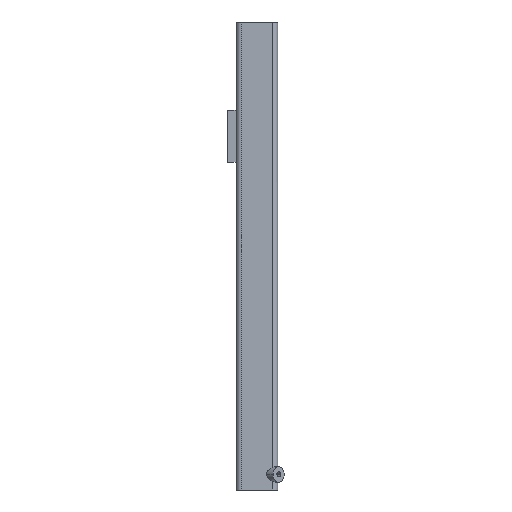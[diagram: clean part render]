
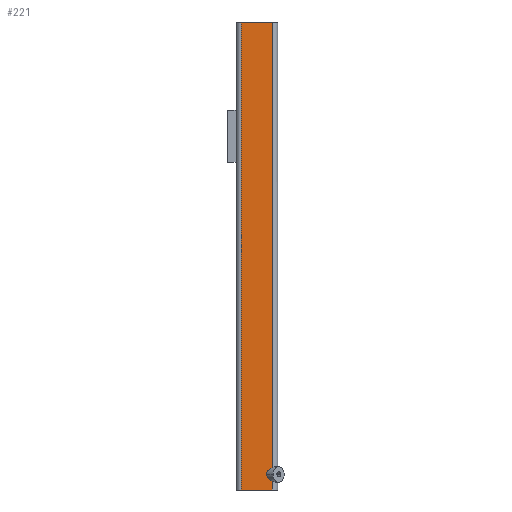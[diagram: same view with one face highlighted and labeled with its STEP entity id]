
A CAD part, left-side view. The second image highlights one B-rep face of the part: STEP entity #221.
In plain terms, the highlighted planar face has unit normal (-1, 0, 0).
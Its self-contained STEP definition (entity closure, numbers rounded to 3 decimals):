
#13 = CARTESIAN_POINT ( 'NONE',  ( 0., 35., 0. ) ) ;
#94 = DIRECTION ( 'NONE',  ( 0., -1., 0. ) ) ;
#116 = VERTEX_POINT ( 'NONE', #1017 ) ;
#141 = LINE ( 'NONE', #1816, #1139 ) ;
#155 = EDGE_CURVE ( 'NONE', #1291, #1057, #1607, .T. ) ;
#163 = AXIS2_PLACEMENT_3D ( 'NONE', #208, #1201, #1599 ) ;
#208 = CARTESIAN_POINT ( 'NONE',  ( 0., 0., 450. ) ) ;
#221 = ADVANCED_FACE ( 'NONE', ( #358 ), #1349, .F. ) ;
#358 = FACE_OUTER_BOUND ( 'NONE', #708, .T. ) ;
#367 = EDGE_CURVE ( 'NONE', #1459, #643, #486, .T. ) ;
#486 =( BOUNDED_CURVE ( )  B_SPLINE_CURVE ( 3, ( #963, #681, #1265, #854 ),
 .UNSPECIFIED., .F., .T. ) 
 B_SPLINE_CURVE_WITH_KNOTS ( ( 4, 4 ),
 ( 2.062, 3.142 ),
 .UNSPECIFIED. ) 
 CURVE ( )  GEOMETRIC_REPRESENTATION_ITEM ( )  RATIONAL_B_SPLINE_CURVE ( ( 1., 0.905, 0.905, 1. ) ) 
 REPRESENTATION_ITEM ( '' )  );
#499 = CARTESIAN_POINT ( 'NONE',  ( 0., 5., 21.614 ) ) ;
#540 = VERTEX_POINT ( 'NONE', #499 ) ;
#548 = ORIENTED_EDGE ( 'NONE', *, *, #155, .F. ) ;
#565 = EDGE_CURVE ( 'NONE', #643, #540, #1233, .T. ) ;
#571 = ORIENTED_EDGE ( 'NONE', *, *, #1457, .T. ) ;
#579 = VECTOR ( 'NONE', #918, 1000. ) ;
#580 = ORIENTED_EDGE ( 'NONE', *, *, #1733, .T. ) ;
#630 = EDGE_CURVE ( 'NONE', #1291, #1655, #678, .T. ) ;
#643 = VERTEX_POINT ( 'NONE', #1119 ) ;
#644 = CARTESIAN_POINT ( 'NONE',  ( 0., 10.607, 17.84 ) ) ;
#678 = LINE ( 'NONE', #1254, #1564 ) ;
#681 = CARTESIAN_POINT ( 'NONE',  ( 0., 8.542, 9.724 ) ) ;
#691 = CARTESIAN_POINT ( 'NONE',  ( 0., 5., 8.386 ) ) ;
#708 = EDGE_LOOP ( 'NONE', ( #1335, #803, #571, #548, #1260, #580, #750 ) ) ;
#734 = DIRECTION ( 'NONE',  ( 0., 0., 1. ) ) ;
#750 = ORIENTED_EDGE ( 'NONE', *, *, #1209, .T. ) ;
#771 = CARTESIAN_POINT ( 'NONE',  ( 0., 35., 450. ) ) ;
#803 = ORIENTED_EDGE ( 'NONE', *, *, #565, .T. ) ;
#805 = CARTESIAN_POINT ( 'NONE',  ( 0., 0., 0. ) ) ;
#854 = CARTESIAN_POINT ( 'NONE',  ( 0., 10.607, 15. ) ) ;
#905 = CARTESIAN_POINT ( 'NONE',  ( 0., 10.607, 15. ) ) ;
#910 = VECTOR ( 'NONE', #1813, 1000. ) ;
#918 = DIRECTION ( 'NONE',  ( 0., -1., 0. ) ) ;
#923 = CARTESIAN_POINT ( 'NONE',  ( 0., 5., 21.614 ) ) ;
#963 = CARTESIAN_POINT ( 'NONE',  ( 0., 5., 8.386 ) ) ;
#974 = LINE ( 'NONE', #1767, #910 ) ;
#1017 = CARTESIAN_POINT ( 'NONE',  ( 0., 5., 0. ) ) ;
#1057 = VERTEX_POINT ( 'NONE', #1250 ) ;
#1119 = CARTESIAN_POINT ( 'NONE',  ( 0., 10.607, 15. ) ) ;
#1139 = VECTOR ( 'NONE', #734, 1000. ) ;
#1191 = CARTESIAN_POINT ( 'NONE',  ( 0., 0., 450. ) ) ;
#1201 = DIRECTION ( 'NONE',  ( 1., 0., 0. ) ) ;
#1205 = CARTESIAN_POINT ( 'NONE',  ( 0., 8.542, 20.276 ) ) ;
#1209 = EDGE_CURVE ( 'NONE', #116, #1459, #141, .T. ) ;
#1233 =( BOUNDED_CURVE ( )  B_SPLINE_CURVE ( 3, ( #905, #644, #1205, #923 ),
 .UNSPECIFIED., .F., .T. ) 
 B_SPLINE_CURVE_WITH_KNOTS ( ( 4, 4 ),
 ( 3.142, 4.222 ),
 .UNSPECIFIED. ) 
 CURVE ( )  GEOMETRIC_REPRESENTATION_ITEM ( )  RATIONAL_B_SPLINE_CURVE ( ( 1., 0.905, 0.905, 1. ) ) 
 REPRESENTATION_ITEM ( '' )  );
#1250 = CARTESIAN_POINT ( 'NONE',  ( 0., 5., 450. ) ) ;
#1254 = CARTESIAN_POINT ( 'NONE',  ( 0., 35., 450. ) ) ;
#1260 = ORIENTED_EDGE ( 'NONE', *, *, #630, .T. ) ;
#1265 = CARTESIAN_POINT ( 'NONE',  ( 0., 10.607, 12.16 ) ) ;
#1286 = VECTOR ( 'NONE', #94, 1000. ) ;
#1291 = VERTEX_POINT ( 'NONE', #771 ) ;
#1335 = ORIENTED_EDGE ( 'NONE', *, *, #367, .T. ) ;
#1349 = PLANE ( 'NONE',  #163 ) ;
#1457 = EDGE_CURVE ( 'NONE', #540, #1057, #974, .T. ) ;
#1459 = VERTEX_POINT ( 'NONE', #691 ) ;
#1501 = DIRECTION ( 'NONE',  ( 0., 0., -1. ) ) ;
#1564 = VECTOR ( 'NONE', #1501, 1000. ) ;
#1599 = DIRECTION ( 'NONE',  ( 0., 0., -1. ) ) ;
#1607 = LINE ( 'NONE', #1191, #579 ) ;
#1613 = LINE ( 'NONE', #805, #1286 ) ;
#1655 = VERTEX_POINT ( 'NONE', #13 ) ;
#1733 = EDGE_CURVE ( 'NONE', #1655, #116, #1613, .T. ) ;
#1767 = CARTESIAN_POINT ( 'NONE',  ( 0., 5., 450. ) ) ;
#1813 = DIRECTION ( 'NONE',  ( 0., 0., 1. ) ) ;
#1816 = CARTESIAN_POINT ( 'NONE',  ( 0., 5., 450. ) ) ;
